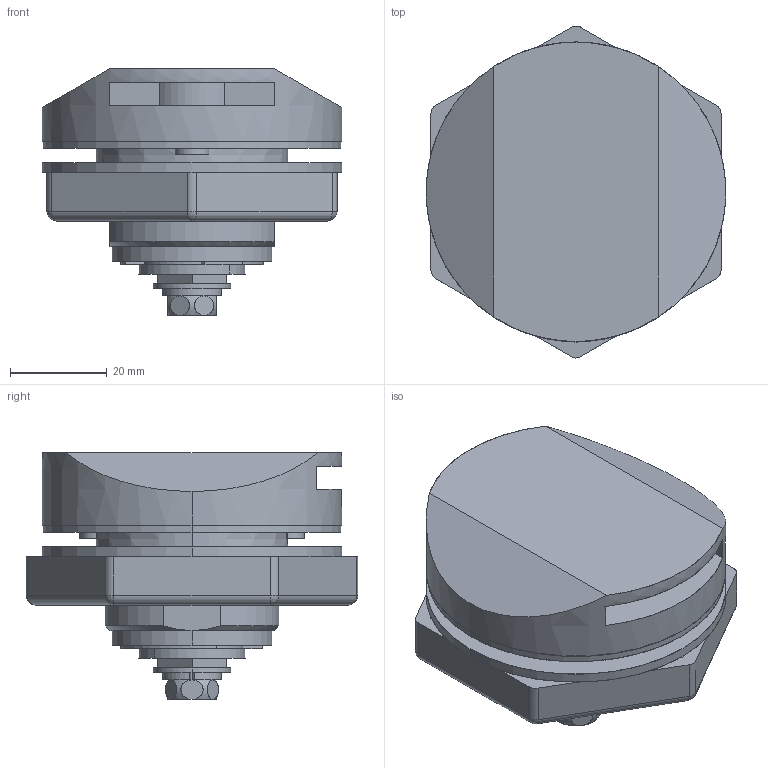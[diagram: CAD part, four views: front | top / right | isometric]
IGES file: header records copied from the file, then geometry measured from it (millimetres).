
Start section: SolidWorks IGES file using analytic representation for surfaces
Global section: file name: A-1312-1.IGS,15; native system: HSolidWorks 2014; preprocessor: SolidWorks 2014; author: 1337yo; date: 190408.182545; units: millimetre
Bounding box: 62 x 68.66 x 51 mm (x, y, z)
Surface area: 46056.7 mm2 (no closed solid volume)
Topology: 0 solids, 0 shells, 215 faces, 4460 edges, 4455 vertices
Faces by surface type: bspline 110, revolution 105
